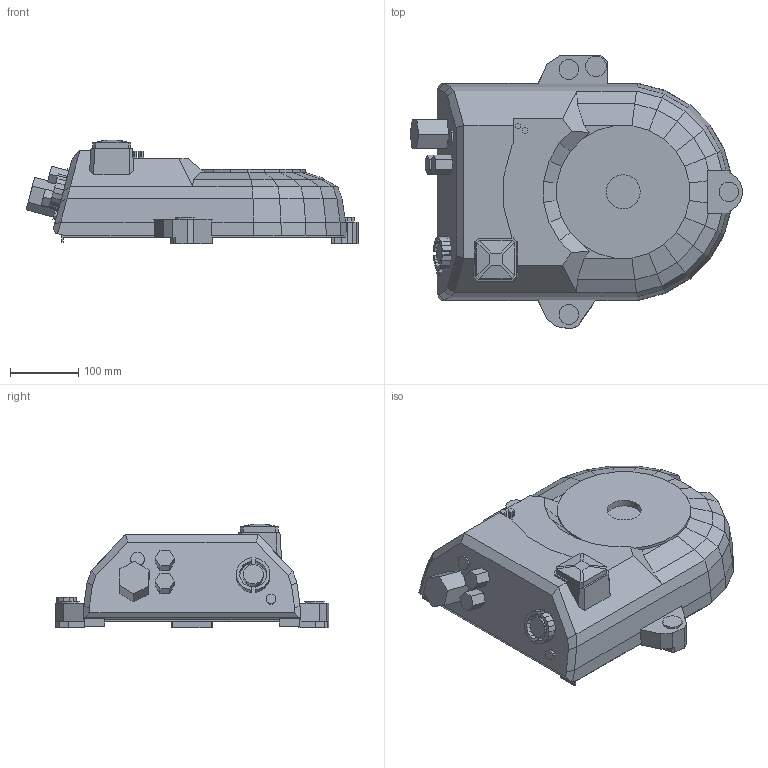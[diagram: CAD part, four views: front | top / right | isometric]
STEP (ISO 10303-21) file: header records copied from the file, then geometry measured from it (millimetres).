
FILE_DESCRIPTION (( 'STEP AP203' ), '1' );
FILE_NAME ('B_Default_sldprt.STEP', '2024-10-16T02:19:40', ( '' ), ( '' ), 'SwSTEP 2.0', 'SolidWorks 2022', '' );
FILE_SCHEMA (( 'CONFIG_CONTROL_DESIGN' ));
Length unit declared in the file: millimetre
Products named in the file (1): B_Default_sldprt
Bounding box: 487.68 x 401.97 x 152.5 mm (x, y, z)
Volume: 12389381.2 mm3; surface area: 414718.1 mm2
Topology: 1 solids, 1 shells, 416 faces, 1122 edges, 724 vertices
Faces by surface type: plane 414, cylinder 2
Entity records: 12751 total; most frequent: CARTESIAN_POINT 2263, ORIENTED_EDGE 2244, DIRECTION 1960, EDGE_CURVE 1122, LINE 1118, VECTOR 1118, VERTEX_POINT 724, EDGE_LOOP 432
